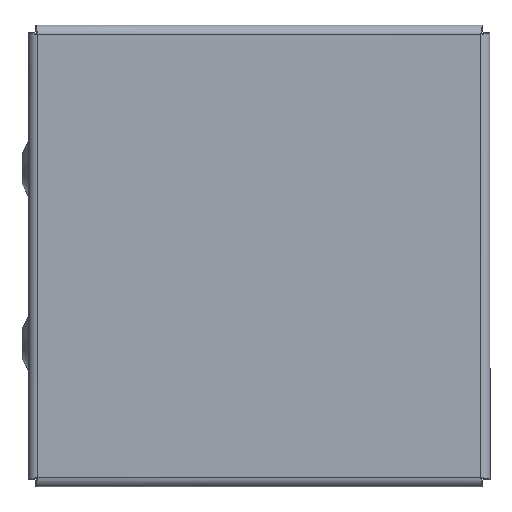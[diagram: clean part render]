
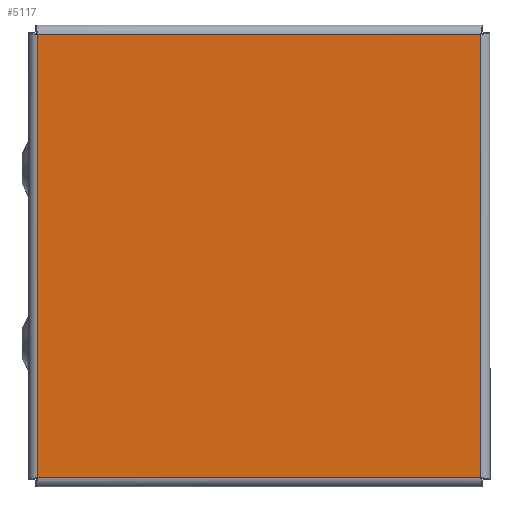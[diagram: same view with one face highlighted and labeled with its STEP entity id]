
A CAD part, left-side view. The second image highlights one B-rep face of the part: STEP entity #5117.
In plain terms, the highlighted face is planar.
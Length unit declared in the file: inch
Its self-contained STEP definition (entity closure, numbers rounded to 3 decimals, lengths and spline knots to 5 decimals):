
#329=PLANE($,#5424);
#748=FACE_OUTER_BOUND($,#1058,.T.);
#1058=EDGE_LOOP($,(#4262,#4263,#4264,#4265));
#1666=LINE($,#9101,#2065);
#1682=LINE($,#9203,#2081);
#1697=LINE($,#9303,#2096);
#1712=LINE($,#9402,#2111);
#2065=VECTOR($,#6276,4.4385);
#2081=VECTOR($,#6306,4.4385);
#2096=VECTOR($,#6335,4.4385);
#2111=VECTOR($,#6364,4.4385);
#2419=VERTEX_POINT($,#9092);
#2420=VERTEX_POINT($,#9100);
#2431=VERTEX_POINT($,#9202);
#2441=VERTEX_POINT($,#9302);
#3017=EDGE_CURVE($,#2420,#2419,#1666,.T.);
#3037=EDGE_CURVE($,#2431,#2420,#1682,.T.);
#3056=EDGE_CURVE($,#2441,#2431,#1697,.T.);
#3075=EDGE_CURVE($,#2419,#2441,#1712,.T.);
#4262=ORIENTED_EDGE($,*,*,#3017,.T.);
#4263=ORIENTED_EDGE($,*,*,#3075,.T.);
#4264=ORIENTED_EDGE($,*,*,#3056,.T.);
#4265=ORIENTED_EDGE($,*,*,#3037,.T.);
#5117=ADVANCED_FACE($,(#748),#329,.F.);
#5424=AXIS2_PLACEMENT_3D($,#9489,#6391,#6392);
#6276=DIRECTION($,(0.,1.,0.));
#6306=DIRECTION($,(-1.,0.,0.));
#6335=DIRECTION($,(0.,-1.,0.));
#6364=DIRECTION($,(1.,0.,0.));
#6391=DIRECTION('center_axis',(0.,0.,1.));
#6392=DIRECTION('ref_axis',(1.,0.,0.));
#9092=CARTESIAN_POINT('',(-1.90675,1.90675,0.));
#9100=CARTESIAN_POINT('',(-1.90675,-2.53175,0.));
#9101=CARTESIAN_POINT($,(-1.90675,-1.42213,0.));
#9202=CARTESIAN_POINT('',(2.53175,-2.53175,0.));
#9203=CARTESIAN_POINT($,(1.42213,-2.53175,0.));
#9302=CARTESIAN_POINT('',(2.53175,1.90675,0.));
#9303=CARTESIAN_POINT($,(2.53175,0.79713,0.));
#9402=CARTESIAN_POINT($,(-0.79713,1.90675,0.));
#9489=CARTESIAN_POINT('Origin',(0.3125,-0.3125,0.));
